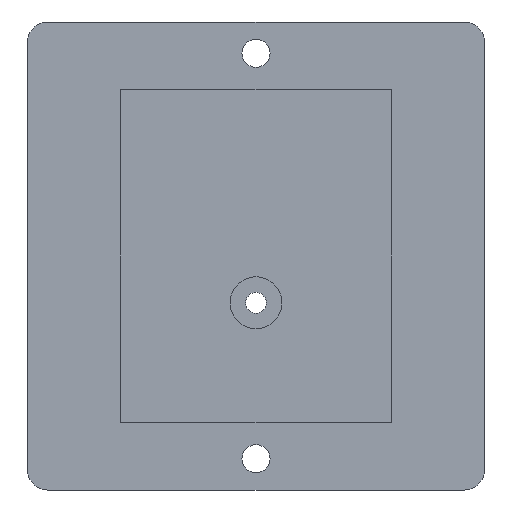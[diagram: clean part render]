
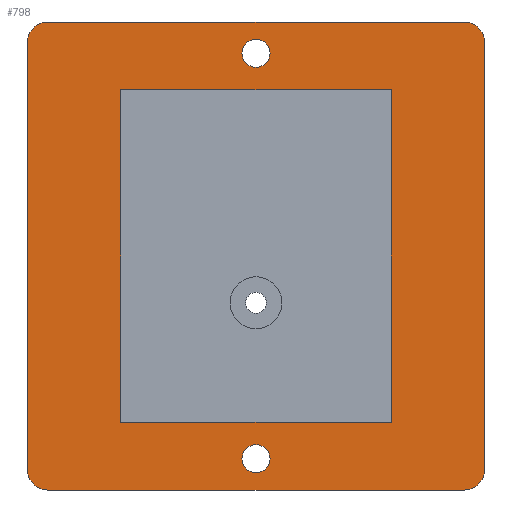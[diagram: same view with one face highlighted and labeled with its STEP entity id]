
A CAD part, front view. The second image highlights one B-rep face of the part: STEP entity #798.
In plain terms, the highlighted planar face has unit normal (0, -1, 0).
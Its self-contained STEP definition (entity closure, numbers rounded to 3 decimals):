
#19=FACE_BOUND('',#273,.T.);
#20=FACE_BOUND('',#274,.T.);
#21=FACE_BOUND('',#275,.T.);
#34=PLANE('',#888);
#65=LINE('',#1264,#135);
#68=LINE('',#1270,#138);
#90=LINE('',#1345,#160);
#93=LINE('',#1350,#163);
#95=LINE('',#1354,#165);
#96=LINE('',#1356,#166);
#97=LINE('',#1358,#167);
#98=LINE('',#1359,#168);
#135=VECTOR('',#982,10.);
#138=VECTOR('',#987,10.);
#160=VECTOR('',#1061,10.);
#163=VECTOR('',#1066,10.);
#165=VECTOR('',#1070,10.);
#166=VECTOR('',#1073,10.);
#167=VECTOR('',#1076,10.);
#168=VECTOR('',#1077,10.);
#219=FACE_OUTER_BOUND('',#272,.T.);
#272=EDGE_LOOP('',(#644,#645,#646,#647,#648,#649,#650,#651));
#273=EDGE_LOOP('',(#652));
#274=EDGE_LOOP('',(#653));
#275=EDGE_LOOP('',(#654,#655,#656,#657));
#308=CIRCLE('',#848,2.);
#311=CIRCLE('',#853,2.);
#315=CIRCLE('',#862,2.);
#318=CIRCLE('',#867,2.);
#321=CIRCLE('',#872,1.35);
#327=CIRCLE('',#881,1.35);
#358=VERTEX_POINT('',#1244);
#359=VERTEX_POINT('',#1245);
#361=VERTEX_POINT('',#1254);
#362=VERTEX_POINT('',#1255);
#365=VERTEX_POINT('',#1268);
#366=VERTEX_POINT('',#1275);
#367=VERTEX_POINT('',#1276);
#369=VERTEX_POINT('',#1285);
#371=VERTEX_POINT('',#1293);
#385=VERTEX_POINT('',#1327);
#391=VERTEX_POINT('',#1342);
#392=VERTEX_POINT('',#1344);
#393=VERTEX_POINT('',#1348);
#394=VERTEX_POINT('',#1352);
#432=EDGE_CURVE('',#358,#359,#308,.T.);
#437=EDGE_CURVE('',#361,#362,#311,.T.);
#442=EDGE_CURVE('',#359,#361,#65,.T.);
#445=EDGE_CURVE('',#365,#358,#68,.T.);
#448=EDGE_CURVE('',#366,#367,#315,.T.);
#453=EDGE_CURVE('',#369,#365,#318,.T.);
#458=EDGE_CURVE('',#371,#371,#321,.T.);
#475=EDGE_CURVE('',#385,#385,#327,.T.);
#482=EDGE_CURVE('',#391,#392,#90,.T.);
#485=EDGE_CURVE('',#393,#391,#93,.T.);
#487=EDGE_CURVE('',#394,#393,#95,.T.);
#488=EDGE_CURVE('',#392,#394,#96,.T.);
#489=EDGE_CURVE('',#367,#369,#97,.T.);
#490=EDGE_CURVE('',#362,#366,#98,.T.);
#644=ORIENTED_EDGE('',*,*,#437,.F.);
#645=ORIENTED_EDGE('',*,*,#442,.F.);
#646=ORIENTED_EDGE('',*,*,#432,.F.);
#647=ORIENTED_EDGE('',*,*,#445,.F.);
#648=ORIENTED_EDGE('',*,*,#453,.F.);
#649=ORIENTED_EDGE('',*,*,#489,.F.);
#650=ORIENTED_EDGE('',*,*,#448,.F.);
#651=ORIENTED_EDGE('',*,*,#490,.F.);
#652=ORIENTED_EDGE('',*,*,#475,.T.);
#653=ORIENTED_EDGE('',*,*,#458,.T.);
#654=ORIENTED_EDGE('',*,*,#488,.F.);
#655=ORIENTED_EDGE('',*,*,#482,.F.);
#656=ORIENTED_EDGE('',*,*,#485,.F.);
#657=ORIENTED_EDGE('',*,*,#487,.F.);
#798=ADVANCED_FACE('',(#219,#19,#20,#21),#34,.F.);
#848=AXIS2_PLACEMENT_3D('',#1246,#958,#959);
#853=AXIS2_PLACEMENT_3D('',#1256,#970,#971);
#862=AXIS2_PLACEMENT_3D('',#1277,#995,#996);
#867=AXIS2_PLACEMENT_3D('',#1286,#1007,#1008);
#872=AXIS2_PLACEMENT_3D('',#1295,#1019,#1020);
#881=AXIS2_PLACEMENT_3D('',#1329,#1048,#1049);
#888=AXIS2_PLACEMENT_3D('',#1357,#1074,#1075);
#958=DIRECTION('center_axis',(0.,1.,0.));
#959=DIRECTION('ref_axis',(0.707,0.,-0.707));
#970=DIRECTION('center_axis',(0.,1.,0.));
#971=DIRECTION('ref_axis',(-0.707,0.,-0.707));
#982=DIRECTION('',(-1.,0.,0.));
#987=DIRECTION('',(0.,0.,-1.));
#995=DIRECTION('center_axis',(0.,1.,0.));
#996=DIRECTION('ref_axis',(-0.707,0.,0.707));
#1007=DIRECTION('center_axis',(0.,1.,0.));
#1008=DIRECTION('ref_axis',(0.707,0.,0.707));
#1019=DIRECTION('center_axis',(0.,1.,0.));
#1020=DIRECTION('ref_axis',(-1.,0.,0.));
#1048=DIRECTION('center_axis',(0.,1.,0.));
#1049=DIRECTION('ref_axis',(-1.,0.,0.));
#1061=DIRECTION('',(0.,0.,-1.));
#1066=DIRECTION('',(-1.,0.,0.));
#1070=DIRECTION('',(0.,0.,1.));
#1073=DIRECTION('',(1.,0.,0.));
#1074=DIRECTION('center_axis',(0.,1.,0.));
#1075=DIRECTION('ref_axis',(0.,0.,1.));
#1076=DIRECTION('',(1.,0.,0.));
#1077=DIRECTION('',(0.,0.,1.));
#1244=CARTESIAN_POINT('',(22.,3.,-16.));
#1245=CARTESIAN_POINT('',(20.,3.,-18.));
#1246=CARTESIAN_POINT('Origin',(20.,3.,-16.));
#1254=CARTESIAN_POINT('',(-20.,3.,-18.));
#1255=CARTESIAN_POINT('',(-22.,3.,-16.));
#1256=CARTESIAN_POINT('Origin',(-20.,3.,-16.));
#1264=CARTESIAN_POINT('',(-11.,3.,-18.));
#1268=CARTESIAN_POINT('',(22.,3.,25.));
#1270=CARTESIAN_POINT('',(22.,3.,15.75));
#1275=CARTESIAN_POINT('',(-22.,3.,25.));
#1276=CARTESIAN_POINT('',(-20.,3.,27.));
#1277=CARTESIAN_POINT('Origin',(-20.,3.,25.));
#1285=CARTESIAN_POINT('',(20.,3.,27.));
#1286=CARTESIAN_POINT('Origin',(20.,3.,25.));
#1293=CARTESIAN_POINT('',(1.35,3.,24.));
#1295=CARTESIAN_POINT('Origin',(0.,3.,24.));
#1327=CARTESIAN_POINT('',(1.35,3.,-15.));
#1329=CARTESIAN_POINT('Origin',(0.,3.,-15.));
#1342=CARTESIAN_POINT('',(-13.,3.,20.5));
#1344=CARTESIAN_POINT('',(-13.,3.,-11.5));
#1345=CARTESIAN_POINT('',(-13.,3.,-11.5));
#1348=CARTESIAN_POINT('',(13.,3.,20.5));
#1350=CARTESIAN_POINT('',(-13.,3.,20.5));
#1352=CARTESIAN_POINT('',(13.,3.,-11.5));
#1354=CARTESIAN_POINT('',(13.,3.,20.5));
#1356=CARTESIAN_POINT('',(13.,3.,-11.5));
#1357=CARTESIAN_POINT('Origin',(0.,3.,4.5));
#1358=CARTESIAN_POINT('',(11.,3.,27.));
#1359=CARTESIAN_POINT('',(-22.,3.,-6.75));
